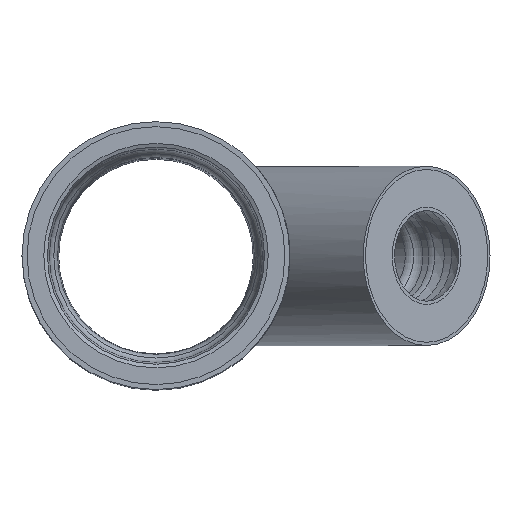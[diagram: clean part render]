
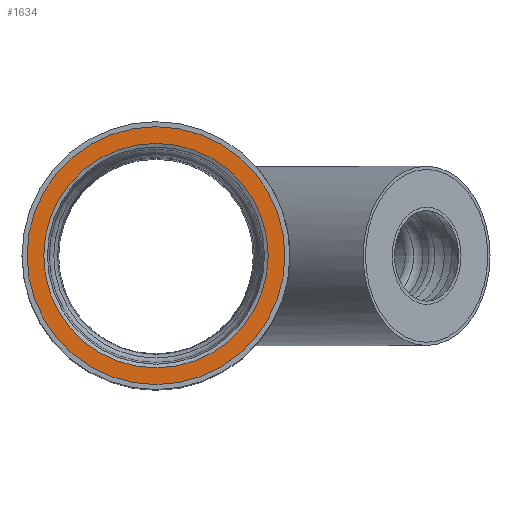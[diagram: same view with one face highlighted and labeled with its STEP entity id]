
A CAD part, top view. The second image highlights one B-rep face of the part: STEP entity #1634.
In plain terms, the highlighted planar face has unit normal (0, 0, 1).
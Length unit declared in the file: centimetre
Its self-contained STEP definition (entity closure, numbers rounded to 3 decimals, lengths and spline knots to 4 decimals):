
#261=FACE_BOUND('',#464,.T.);
#348=FACE_OUTER_BOUND('',#463,.T.);
#463=EDGE_LOOP('',(#1454));
#464=EDGE_LOOP('',(#1455));
#624=CIRCLE('',#1867,55.71);
#632=CIRCLE('',#1879,64.);
#785=VERTEX_POINT('',#4063);
#791=VERTEX_POINT('',#4084);
#1007=EDGE_CURVE('',#785,#785,#624,.T.);
#1017=EDGE_CURVE('',#791,#791,#632,.T.);
#1454=ORIENTED_EDGE('',*,*,#1017,.T.);
#1455=ORIENTED_EDGE('',*,*,#1007,.T.);
#1547=PLANE('',#1878);
#1634=ADVANCED_FACE('',(#348,#261),#1547,.T.);
#1867=AXIS2_PLACEMENT_3D('',#4065,#2373,#2374);
#1878=AXIS2_PLACEMENT_3D('',#4083,#2397,#2398);
#1879=AXIS2_PLACEMENT_3D('',#4085,#2399,#2400);
#2373=DIRECTION('center_axis',(0.,0.,-1.));
#2374=DIRECTION('ref_axis',(1.,0.,0.));
#2397=DIRECTION('center_axis',(0.,0.,1.));
#2398=DIRECTION('ref_axis',(1.,0.,0.));
#2399=DIRECTION('center_axis',(0.,0.,1.));
#2400=DIRECTION('ref_axis',(1.,0.,0.));
#4063=CARTESIAN_POINT('',(-55.71,124.9986,149.9986));
#4065=CARTESIAN_POINT('Origin',(0.,124.9986,149.9986));
#4083=CARTESIAN_POINT('Origin',(0.,124.9986,149.9986));
#4084=CARTESIAN_POINT('',(-64.,124.9986,149.9986));
#4085=CARTESIAN_POINT('Origin',(0.,124.9986,149.9986));
